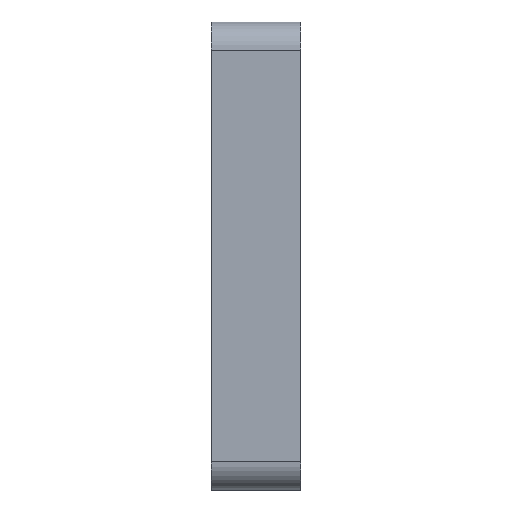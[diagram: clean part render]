
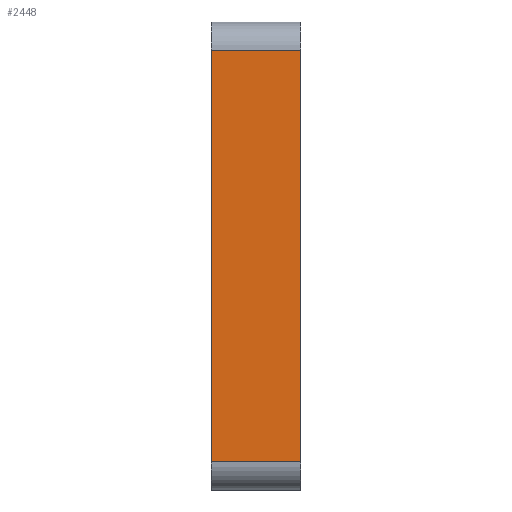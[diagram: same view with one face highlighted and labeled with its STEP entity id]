
A CAD part, left-side view. The second image highlights one B-rep face of the part: STEP entity #2448.
In plain terms, the highlighted planar face has unit normal (-1, 0, 0).
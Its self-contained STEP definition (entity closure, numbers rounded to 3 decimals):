
#203=DIRECTION('',(0.,1.,0.));
#204=VECTOR('',#203,13.4);
#205=CARTESIAN_POINT('',(-35.,0.,30.75));
#206=LINE('',#205,#204);
#211=DIRECTION('',(0.,0.,-1.));
#212=VECTOR('',#211,61.5);
#213=CARTESIAN_POINT('',(-35.,0.,30.75));
#214=LINE('',#213,#212);
#219=DIRECTION('',(0.,-1.,0.));
#220=VECTOR('',#219,13.4);
#221=CARTESIAN_POINT('',(-35.,13.4,-30.75));
#222=LINE('',#221,#220);
#1362=DIRECTION('',(0.,0.,-1.));
#1363=VECTOR('',#1362,61.5);
#1364=CARTESIAN_POINT('',(-35.,13.4,30.75));
#1365=LINE('',#1364,#1363);
#1911=CARTESIAN_POINT('',(-35.,0.,30.75));
#1913=VERTEX_POINT('',#1911);
#1960=CARTESIAN_POINT('',(-35.,0.,-30.75));
#1961=VERTEX_POINT('',#1960);
#2034=CARTESIAN_POINT('',(-35.,13.4,30.75));
#2036=VERTEX_POINT('',#2034);
#2037=CARTESIAN_POINT('',(-35.,13.4,-30.75));
#2038=VERTEX_POINT('',#2037);
#2435=CARTESIAN_POINT('',(-35.,0.,-35.));
#2436=DIRECTION('',(-1.,0.,0.));
#2437=DIRECTION('',(0.,0.,1.));
#2438=AXIS2_PLACEMENT_3D('',#2435,#2436,#2437);
#2439=PLANE('',#2438);
#2440=ORIENTED_EDGE('',*,*,#2426,.F.);
#2441=ORIENTED_EDGE('',*,*,#2341,.T.);
#2443=ORIENTED_EDGE('',*,*,#2442,.F.);
#2445=ORIENTED_EDGE('',*,*,#2444,.F.);
#2446=EDGE_LOOP('',(#2440,#2441,#2443,#2445));
#2447=FACE_OUTER_BOUND('',#2446,.F.);
#2341=EDGE_CURVE('',#1913,#1961,#214,.T.);
#2426=EDGE_CURVE('',#1913,#2036,#206,.T.);
#2442=EDGE_CURVE('',#2038,#1961,#222,.T.);
#2444=EDGE_CURVE('',#2036,#2038,#1365,.T.);
#2448=ADVANCED_FACE('',(#2447),#2439,.T.);
